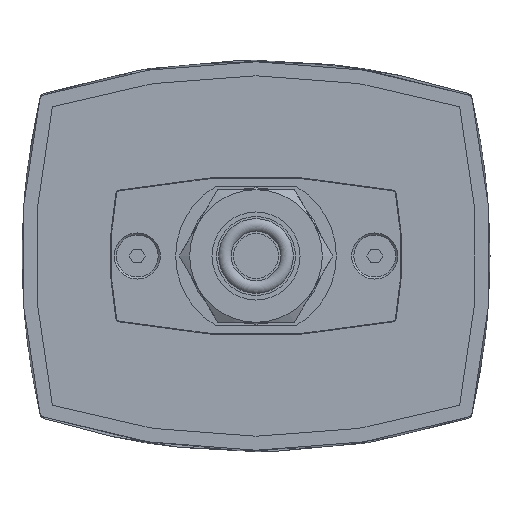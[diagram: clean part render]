
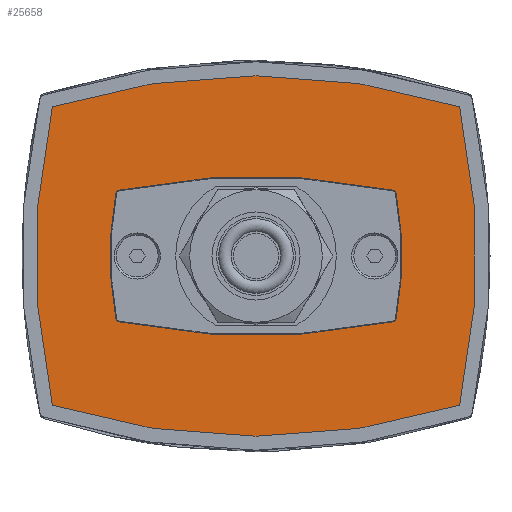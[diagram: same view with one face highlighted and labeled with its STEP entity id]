
A CAD part, front view. The second image highlights one B-rep face of the part: STEP entity #25658.
In plain terms, the highlighted planar face has unit normal (0, -1, 0).
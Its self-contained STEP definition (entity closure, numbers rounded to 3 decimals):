
#25279=CARTESIAN_POINT('',(29.142,0.,21.367));
#25280=VERTEX_POINT('',#25279);
#25287=CARTESIAN_POINT('',(29.142,0.,-21.367));
#25288=VERTEX_POINT('',#25287);
#25289=CARTESIAN_POINT('',(-66.5,0.,0.));
#25290=DIRECTION('',(0.,1.0,0.));
#25291=DIRECTION('',(-0.976,0.,0.218));
#25292=AXIS2_PLACEMENT_3D('',#25289,#25290,#25291);
#25293=CIRCLE('',#25292,98.0);
#25294=EDGE_CURVE('',#25280,#25288,#25293,.T.);
#25311=CARTESIAN_POINT('',(-29.142,0.,21.367));
#25312=VERTEX_POINT('',#25311);
#25319=CARTESIAN_POINT('',(0.,0.,-72.2));
#25320=DIRECTION('',(0.,1.0,0.));
#25321=DIRECTION('',(-0.297,0.,-0.955));
#25322=AXIS2_PLACEMENT_3D('',#25319,#25320,#25321);
#25323=CIRCLE('',#25322,98.);
#25324=EDGE_CURVE('',#25312,#25280,#25323,.T.);
#25335=CARTESIAN_POINT('',(20.064,0.,8.954));
#25336=VERTEX_POINT('',#25335);
#25337=CARTESIAN_POINT('',(20.064,0.,-8.954));
#25338=VERTEX_POINT('',#25337);
#25339=CARTESIAN_POINT('',(-27.5,0.,0.));
#25340=DIRECTION('',(0.,1.0,0.));
#25341=DIRECTION('',(0.983,0.,-0.185));
#25342=AXIS2_PLACEMENT_3D('',#25339,#25340,#25341);
#25343=CIRCLE('',#25342,48.4);
#25344=EDGE_CURVE('',#25336,#25338,#25343,.T.);
#25377=CARTESIAN_POINT('',(19.594,0.,-9.431));
#25378=VERTEX_POINT('',#25377);
#25379=CARTESIAN_POINT('',(19.475,0.,-8.843));
#25380=DIRECTION('',(0.,1.0,0.));
#25381=DIRECTION('',(0.199,0.,-0.98));
#25382=AXIS2_PLACEMENT_3D('',#25379,#25380,#25381);
#25383=CIRCLE('',#25382,0.6);
#25384=EDGE_CURVE('',#25338,#25378,#25383,.T.);
#25410=CARTESIAN_POINT('',(-19.594,0.0,-9.431));
#25411=VERTEX_POINT('',#25410);
#25412=CARTESIAN_POINT('',(0.,0.,87.1));
#25413=DIRECTION('',(0.,1.0,0.));
#25414=DIRECTION('',(-0.199,0.,-0.98));
#25415=AXIS2_PLACEMENT_3D('',#25412,#25413,#25414);
#25416=CIRCLE('',#25415,98.5);
#25417=EDGE_CURVE('',#25378,#25411,#25416,.T.);
#25443=CARTESIAN_POINT('',(-20.064,0.0,-8.954));
#25444=VERTEX_POINT('',#25443);
#25445=CARTESIAN_POINT('',(-19.475,0.0,-8.843));
#25446=DIRECTION('',(0.,1.0,0.));
#25447=DIRECTION('',(-0.983,0.,-0.185));
#25448=AXIS2_PLACEMENT_3D('',#25445,#25446,#25447);
#25449=CIRCLE('',#25448,0.6);
#25450=EDGE_CURVE('',#25411,#25444,#25449,.T.);
#25476=CARTESIAN_POINT('',(-20.064,0.0,8.954));
#25477=VERTEX_POINT('',#25476);
#25478=CARTESIAN_POINT('',(27.5,0.,0.));
#25479=DIRECTION('',(0.,1.0,0.));
#25480=DIRECTION('',(-0.983,0.,0.185));
#25481=AXIS2_PLACEMENT_3D('',#25478,#25479,#25480);
#25482=CIRCLE('',#25481,48.4);
#25483=EDGE_CURVE('',#25444,#25477,#25482,.T.);
#25509=CARTESIAN_POINT('',(-19.594,0.,9.431));
#25510=VERTEX_POINT('',#25509);
#25511=CARTESIAN_POINT('',(-19.475,0.,8.843));
#25512=DIRECTION('',(0.,1.0,0.));
#25513=DIRECTION('',(-0.199,0.,0.98));
#25514=AXIS2_PLACEMENT_3D('',#25511,#25512,#25513);
#25515=CIRCLE('',#25514,0.6);
#25516=EDGE_CURVE('',#25477,#25510,#25515,.T.);
#25542=CARTESIAN_POINT('',(19.594,0.,9.431));
#25543=VERTEX_POINT('',#25542);
#25544=CARTESIAN_POINT('',(0.,0.,-87.1));
#25545=DIRECTION('',(0.,1.0,0.));
#25546=DIRECTION('',(0.199,0.,0.98));
#25547=AXIS2_PLACEMENT_3D('',#25544,#25545,#25546);
#25548=CIRCLE('',#25547,98.5);
#25549=EDGE_CURVE('',#25510,#25543,#25548,.T.);
#25575=CARTESIAN_POINT('',(19.475,0.,8.843));
#25576=DIRECTION('',(0.,1.0,0.));
#25577=DIRECTION('',(0.983,0.,0.185));
#25578=AXIS2_PLACEMENT_3D('',#25575,#25576,#25577);
#25579=CIRCLE('',#25578,0.6);
#25580=EDGE_CURVE('',#25543,#25336,#25579,.T.);
#25600=CARTESIAN_POINT('',(-29.142,0.,-21.367));
#25601=VERTEX_POINT('',#25600);
#25608=CARTESIAN_POINT('',(66.5,0.,0.));
#25609=DIRECTION('',(0.,1.0,0.));
#25610=DIRECTION('',(0.976,0.,-0.218));
#25611=AXIS2_PLACEMENT_3D('',#25608,#25609,#25610);
#25612=CIRCLE('',#25611,98.);
#25613=EDGE_CURVE('',#25601,#25312,#25612,.T.);
#25626=CARTESIAN_POINT('',(0.,0.,72.2));
#25627=DIRECTION('',(0.,1.0,0.));
#25628=DIRECTION('',(0.297,0.,0.955));
#25629=AXIS2_PLACEMENT_3D('',#25626,#25627,#25628);
#25630=CIRCLE('',#25629,98.);
#25631=EDGE_CURVE('',#25288,#25601,#25630,.T.);
#25637=CARTESIAN_POINT('',(0.,0.,0.));
#25638=DIRECTION('',(0.0,-1.0,0.0));
#25639=DIRECTION('',(-1.0,0.0,0.0));
#25640=AXIS2_PLACEMENT_3D('',#25637,#25638,#25639);
#25641=PLANE('',#25640);
#25642=ORIENTED_EDGE('',*,*,#25613,.F.);
#25643=ORIENTED_EDGE('',*,*,#25631,.F.);
#25644=ORIENTED_EDGE('',*,*,#25294,.F.);
#25645=ORIENTED_EDGE('',*,*,#25324,.F.);
#25646=EDGE_LOOP('',(#25642,#25643,#25644,#25645));
#25647=FACE_OUTER_BOUND('',#25646,.T.);
#25648=ORIENTED_EDGE('',*,*,#25344,.T.);
#25649=ORIENTED_EDGE('',*,*,#25384,.T.);
#25650=ORIENTED_EDGE('',*,*,#25417,.T.);
#25651=ORIENTED_EDGE('',*,*,#25450,.T.);
#25652=ORIENTED_EDGE('',*,*,#25483,.T.);
#25653=ORIENTED_EDGE('',*,*,#25516,.T.);
#25654=ORIENTED_EDGE('',*,*,#25549,.T.);
#25655=ORIENTED_EDGE('',*,*,#25580,.T.);
#25656=EDGE_LOOP('',(#25648,#25649,#25650,#25651,#25652,#25653,#25654,#25655));
#25657=FACE_BOUND('',#25656,.T.);
#25658=ADVANCED_FACE('',(#25647,#25657),#25641,.T.);
